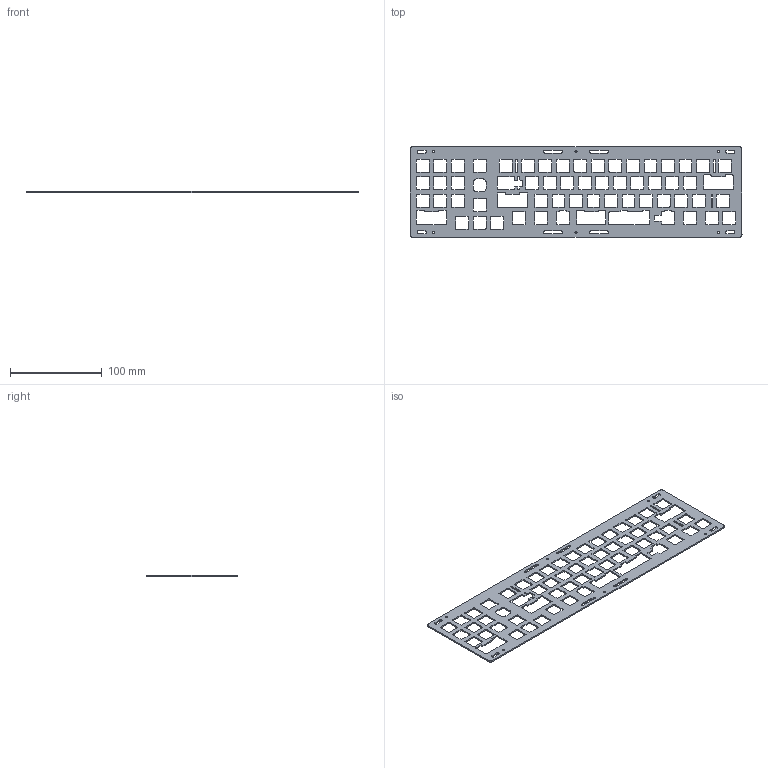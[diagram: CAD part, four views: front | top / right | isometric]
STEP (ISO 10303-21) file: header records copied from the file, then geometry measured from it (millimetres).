
FILE_DESCRIPTION(/* description */ (''),/* implementation_level */ '2;1');
FILE_NAME(/* name */ 'clarabelle_plate_ansi.step',/* time_stamp */ '2021-04-11T21:48:20-07:00',/* author */ (''),/* organization */ (''),/* preprocessor_version */ 'ST-DEVELOPER v18.1',/* originating_system */ 'Autodesk Translation Framework v10.6.0.1341',/* authorisation */ '');
FILE_SCHEMA (('AUTOMOTIVE_DESIGN { 1 0 10303 214 3 1 1 }'));
Length unit declared in the file: millimetre
Products named in the file (2): clarabelle_plate_ansi; COMPOUND
Assembly tree (1 placements, depth 2):
  clarabelle_plate_ansi
    COMPOUND
Bounding box: 361 x 98.3 x 1.5 mm (x, y, z)
Volume: 31583.1 mm3; surface area: 49664.7 mm2
Topology: 1 solids, 1 shells, 692 faces, 2070 edges, 1380 vertices
Faces by surface type: cylinder 348, plane 344
Full cylindrical faces by diameter (mm): 2.25 x6
Entity records: 23866 total; most frequent: DIRECTION 4156, CARTESIAN_POINT 4145, ORIENTED_EDGE 4140, EDGE_CURVE 2070, AXIS2_PLACEMENT_3D 1391, VERTEX_POINT 1380, LINE 1374, VECTOR 1374
